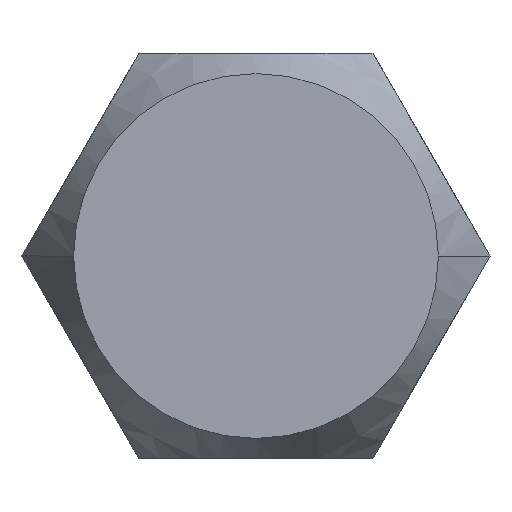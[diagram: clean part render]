
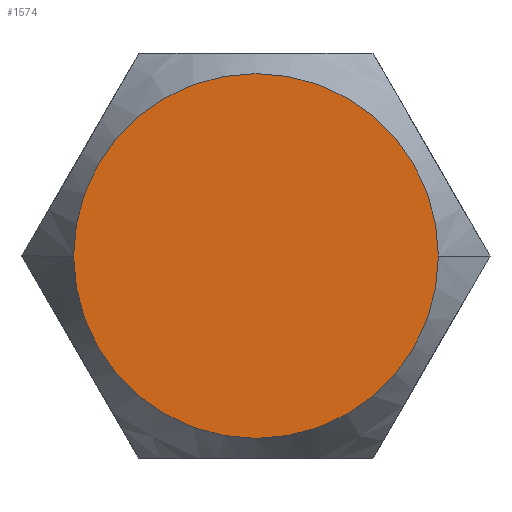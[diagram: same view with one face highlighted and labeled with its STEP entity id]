
A CAD part, front view. The second image highlights one B-rep face of the part: STEP entity #1574.
In plain terms, the highlighted planar face has unit normal (0, -1, 0).
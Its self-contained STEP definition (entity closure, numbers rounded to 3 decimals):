
#364 = AXIS2_PLACEMENT_3D ( 'NONE', #764, #750, #3536 ) ;
#368 = CIRCLE ( 'NONE', #4101, 2.858 ) ;
#474 = CARTESIAN_POINT ( 'NONE',  ( -2.858, 0., 0. ) ) ;
#596 = DIRECTION ( 'NONE',  ( -1., 0., 0. ) ) ;
#726 = ORIENTED_EDGE ( 'NONE', *, *, #2599, .T. ) ;
#750 = DIRECTION ( 'NONE',  ( 0., -1., 0. ) ) ;
#764 = CARTESIAN_POINT ( 'NONE',  ( 0., 0., 0. ) ) ;
#888 = DIRECTION ( 'NONE',  ( 0., -1., 0. ) ) ;
#1300 = EDGE_CURVE ( 'Defeature ausgef�hrt1_27+Defeature ausgef�hrt1_28+Defeature ausgef�hrt1_28+Defeature ausgef�hrt1_28', #2256, #1430, #368, .T. ) ;
#1430 = VERTEX_POINT ( 'NONE', #474 ) ;
#1509 = FACE_OUTER_BOUND ( 'NONE', #1820, .T. ) ;
#1574 = ADVANCED_FACE ( 'Defeature ausgef�hrt1_27', ( #1509 ), #4098, .T. ) ;
#1585 = CARTESIAN_POINT ( 'NONE',  ( 0., 0., 6.35 ) ) ;
#1820 = EDGE_LOOP ( 'NONE', ( #4054, #726 ) ) ;
#1932 = DIRECTION ( 'NONE',  ( 0., -1., 0. ) ) ;
#2167 = CIRCLE ( 'NONE', #364, 2.858 ) ;
#2256 = VERTEX_POINT ( 'NONE', #4564 ) ;
#2357 = AXIS2_PLACEMENT_3D ( 'NONE', #1585, #888, #4087 ) ;
#2599 = EDGE_CURVE ( 'Defeature ausgef�hrt1_27+Defeature ausgef�hrt1_28+Defeature ausgef�hrt1_28+Defeature ausgef�hrt1_28', #1430, #2256, #2167, .T. ) ;
#3020 = CARTESIAN_POINT ( 'NONE',  ( 0., 0., 0. ) ) ;
#3536 = DIRECTION ( 'NONE',  ( -1., 0., 0. ) ) ;
#4054 = ORIENTED_EDGE ( 'NONE', *, *, #1300, .T. ) ;
#4087 = DIRECTION ( 'NONE',  ( -1., 0., 0. ) ) ;
#4098 = PLANE ( 'NONE',  #2357 ) ;
#4101 = AXIS2_PLACEMENT_3D ( 'NONE', #3020, #1932, #596 ) ;
#4564 = CARTESIAN_POINT ( 'NONE',  ( 2.858, 0., 0. ) ) ;
